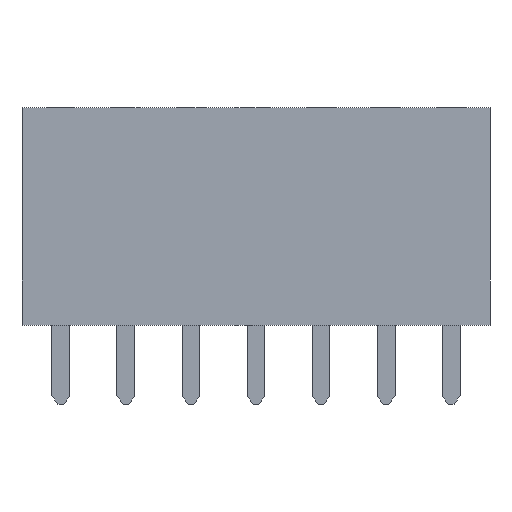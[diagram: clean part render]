
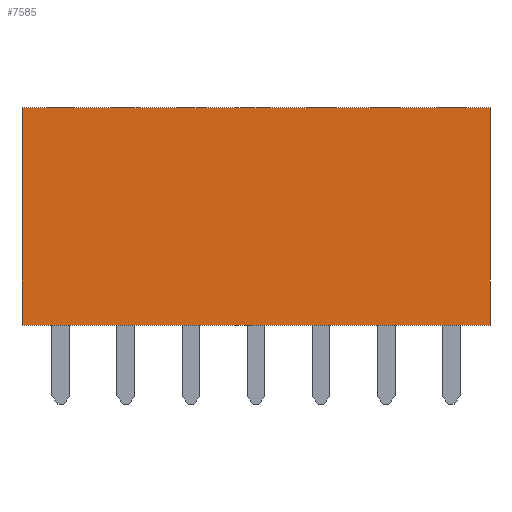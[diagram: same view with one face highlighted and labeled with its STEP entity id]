
A CAD part, front view. The second image highlights one B-rep face of the part: STEP entity #7585.
In plain terms, the highlighted planar face has unit normal (0, -1, 0).
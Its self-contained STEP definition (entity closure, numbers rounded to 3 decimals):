
#1110=ORIENTED_EDGE('',*,*,#2348,.T.);
#1111=ORIENTED_EDGE('',*,*,#2349,.T.);
#1112=ORIENTED_EDGE('',*,*,#2336,.T.);
#1113=ORIENTED_EDGE('',*,*,#2347,.T.);
#2336=EDGE_CURVE('',#2958,#2957,#3573,.T.);
#2347=EDGE_CURVE('',#2957,#2966,#3584,.T.);
#2348=EDGE_CURVE('',#2966,#2967,#3585,.T.);
#2349=EDGE_CURVE('',#2967,#2958,#3586,.T.);
#2957=VERTEX_POINT('',#10839);
#2958=VERTEX_POINT('',#10841);
#2966=VERTEX_POINT('',#10861);
#2967=VERTEX_POINT('',#10865);
#3573=LINE('',#10840,#4304);
#3584=LINE('',#10862,#4315);
#3585=LINE('',#10864,#4316);
#3586=LINE('',#10866,#4317);
#4304=VECTOR('',#9029,1000.);
#4315=VECTOR('',#9044,1000.);
#4316=VECTOR('',#9047,1000.);
#4317=VECTOR('',#9048,1000.);
#4613=EDGE_LOOP('',(#1110,#1111,#1112,#1113));
#4924=FACE_BOUND('',#4613,.T.);
#5235=PLANE('',#7917);
#7585=ADVANCED_FACE('',(#4924),#5235,.T.);
#7917=AXIS2_PLACEMENT_3D('',#10863,#9045,#9046);
#9029=DIRECTION('',(1.,0.,0.));
#9044=DIRECTION('',(0.,0.,1.));
#9045=DIRECTION('',(0.,-1.,0.));
#9046=DIRECTION('',(0.,0.,-1.));
#9047=DIRECTION('',(-1.,0.,0.));
#9048=DIRECTION('',(0.,0.,-1.));
#10839=CARTESIAN_POINT('',(9.14,-1.25,-4.25));
#10840=CARTESIAN_POINT('',(-9.14,-1.25,-4.25));
#10841=CARTESIAN_POINT('',(-9.14,-1.25,-4.25));
#10861=CARTESIAN_POINT('',(9.14,-1.25,4.25));
#10862=CARTESIAN_POINT('',(9.14,-1.25,-4.25));
#10863=CARTESIAN_POINT('',(0.,-1.25,0.));
#10864=CARTESIAN_POINT('',(9.14,-1.25,4.25));
#10865=CARTESIAN_POINT('',(-9.14,-1.25,4.25));
#10866=CARTESIAN_POINT('',(-9.14,-1.25,4.25));
